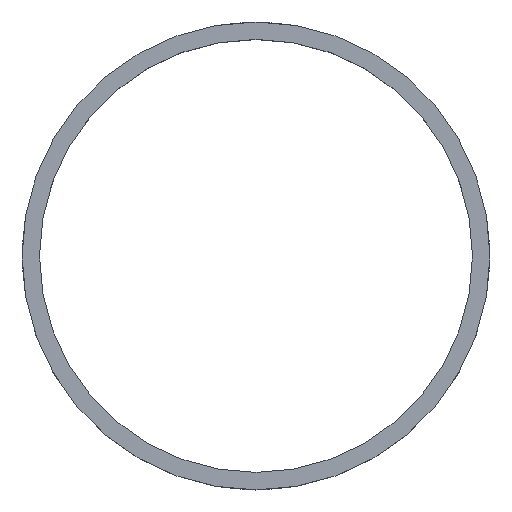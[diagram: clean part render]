
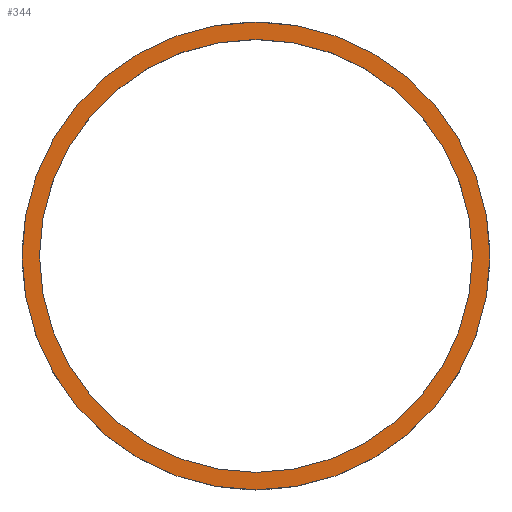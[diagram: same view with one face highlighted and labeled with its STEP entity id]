
A CAD part, top view. The second image highlights one B-rep face of the part: STEP entity #344.
In plain terms, the highlighted planar face has unit normal (0, 0, 1).
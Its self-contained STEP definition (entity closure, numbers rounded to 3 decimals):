
#31 = ORIENTED_EDGE ( 'NONE', *, *, #703, .T. ) ;
#44 = ORIENTED_EDGE ( 'NONE', *, *, #652, .F. ) ;
#107 = VERTEX_POINT ( 'NONE', #270 ) ;
#108 = AXIS2_PLACEMENT_3D ( 'NONE', #249, #327, #856 ) ;
#168 = FACE_BOUND ( 'NONE', #491, .T. ) ;
#173 = PLANE ( 'NONE',  #108 ) ;
#204 = DIRECTION ( 'NONE',  ( 0., 0., 1. ) ) ;
#208 = VERTEX_POINT ( 'NONE', #513 ) ;
#240 = CARTESIAN_POINT ( 'NONE',  ( 0., 0., 20. ) ) ;
#242 = DIRECTION ( 'NONE',  ( 0., 0., 1. ) ) ;
#249 = CARTESIAN_POINT ( 'NONE',  ( 0., 0., 20. ) ) ;
#270 = CARTESIAN_POINT ( 'NONE',  ( -62., 0., 20. ) ) ;
#296 = EDGE_LOOP ( 'NONE', ( #525, #31 ) ) ;
#310 = AXIS2_PLACEMENT_3D ( 'NONE', #692, #242, #773 ) ;
#315 = DIRECTION ( 'NONE',  ( 1., 0., 0. ) ) ;
#318 = CARTESIAN_POINT ( 'NONE',  ( 67., 0., 20. ) ) ;
#327 = DIRECTION ( 'NONE',  ( 0., 0., 1. ) ) ;
#338 = CIRCLE ( 'NONE', #514, 67. ) ;
#344 = ADVANCED_FACE ( 'NONE', ( #547, #168 ), #173, .T. ) ;
#358 = CIRCLE ( 'NONE', #310, 67. ) ;
#366 = ORIENTED_EDGE ( 'NONE', *, *, #634, .F. ) ;
#392 = CARTESIAN_POINT ( 'NONE',  ( 0., 0., 20. ) ) ;
#420 = AXIS2_PLACEMENT_3D ( 'NONE', #392, #919, #468 ) ;
#468 = DIRECTION ( 'NONE',  ( 1., 0., 0. ) ) ;
#485 = CARTESIAN_POINT ( 'NONE',  ( 62., 0., 20. ) ) ;
#491 = EDGE_LOOP ( 'NONE', ( #366, #44 ) ) ;
#502 = EDGE_CURVE ( 'NONE', #208, #530, #358, .T. ) ;
#513 = CARTESIAN_POINT ( 'NONE',  ( -67., 0., 20. ) ) ;
#514 = AXIS2_PLACEMENT_3D ( 'NONE', #650, #204, #727 ) ;
#525 = ORIENTED_EDGE ( 'NONE', *, *, #502, .T. ) ;
#530 = VERTEX_POINT ( 'NONE', #318 ) ;
#532 = CIRCLE ( 'NONE', #420, 62. ) ;
#547 = FACE_OUTER_BOUND ( 'NONE', #296, .T. ) ;
#568 = AXIS2_PLACEMENT_3D ( 'NONE', #240, #770, #315 ) ;
#583 = VERTEX_POINT ( 'NONE', #485 ) ;
#634 = EDGE_CURVE ( 'NONE', #107, #583, #532, .T. ) ;
#650 = CARTESIAN_POINT ( 'NONE',  ( 0., 0., 20. ) ) ;
#652 = EDGE_CURVE ( 'NONE', #583, #107, #711, .T. ) ;
#692 = CARTESIAN_POINT ( 'NONE',  ( 0., 0., 20. ) ) ;
#703 = EDGE_CURVE ( 'NONE', #530, #208, #338, .T. ) ;
#711 = CIRCLE ( 'NONE', #568, 62. ) ;
#727 = DIRECTION ( 'NONE',  ( 1., 0., 0. ) ) ;
#770 = DIRECTION ( 'NONE',  ( 0., 0., 1. ) ) ;
#773 = DIRECTION ( 'NONE',  ( 1., 0., 0. ) ) ;
#856 = DIRECTION ( 'NONE',  ( 1., 0., 0. ) ) ;
#919 = DIRECTION ( 'NONE',  ( 0., 0., 1. ) ) ;
